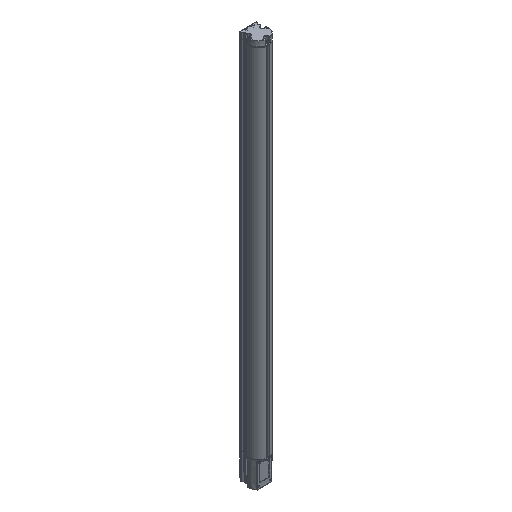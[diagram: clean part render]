
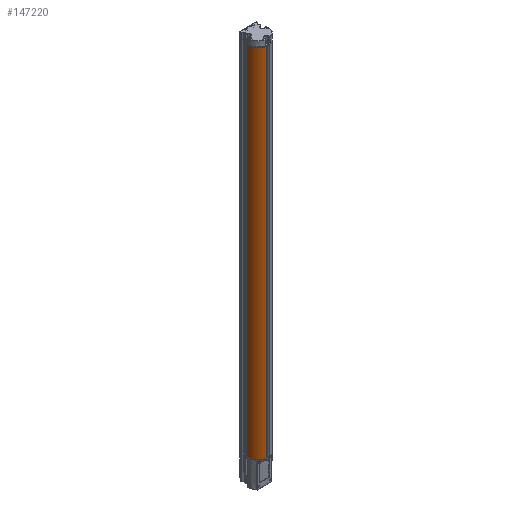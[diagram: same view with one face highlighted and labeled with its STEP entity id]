
A CAD part, isometric view. The second image highlights one B-rep face of the part: STEP entity #147220.
In plain terms, the highlighted cylindrical face has radius 19 mm (diameter 38 mm), a partial arc.
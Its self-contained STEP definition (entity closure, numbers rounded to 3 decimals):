
#41644=CARTESIAN_POINT('',(0.,0.,-695.1));
#41645=DIRECTION('',(0.,0.,1.));
#41646=DIRECTION('',(-0.951,0.308,0.));
#41647=AXIS2_PLACEMENT_3D('',#41644,#41645,#41646);
#41649=DIRECTION('',(0.,0.,-1.));
#41650=VECTOR('',#41649,695.1);
#41651=CARTESIAN_POINT('',(-18.075,5.857,
0.));
#41652=LINE('',#41651,#41650);
#41653=CARTESIAN_POINT('',(0.,0.,0.));
#41654=DIRECTION('',(0.,0.,-1.));
#41655=DIRECTION('',(-0.122,-0.992,0.));
#41656=AXIS2_PLACEMENT_3D('',#41653,#41654,#41655);
#41658=DIRECTION('',(0.,0.,1.));
#41659=VECTOR('',#41658,695.1);
#41660=CARTESIAN_POINT('',(-2.323,-18.857,-695.1));
#41661=LINE('',#41660,#41659);
#117843=CARTESIAN_POINT('',(-2.323,-18.857,0.));
#117844=CARTESIAN_POINT('',(-18.075,5.857,0.));
#117845=VERTEX_POINT('',#117843);
#117846=VERTEX_POINT('',#117844);
#118408=CARTESIAN_POINT('',(-18.075,5.857,-695.1));
#118409=CARTESIAN_POINT('',(-2.323,-18.857,-695.1));
#118410=VERTEX_POINT('',#118408);
#118411=VERTEX_POINT('',#118409);
#147208=CARTESIAN_POINT('',(0.,0.,0.));
#147209=DIRECTION('',(0.,0.,1.));
#147210=DIRECTION('',(1.,0.,0.));
#147211=AXIS2_PLACEMENT_3D('',#147208,#147209,#147210);
#147212=CYLINDRICAL_SURFACE('',#147211,19.);
#147213=ORIENTED_EDGE('',*,*,#127104,.F.);
#147215=ORIENTED_EDGE('',*,*,#147214,.F.);
#147216=ORIENTED_EDGE('',*,*,#126563,.F.);
#147217=ORIENTED_EDGE('',*,*,#147200,.F.);
#147218=EDGE_LOOP('',(#147213,#147215,#147216,#147217));
#147219=FACE_OUTER_BOUND('',#147218,.F.);
#147220=ADVANCED_FACE('',(#147219),#147212,.T.);
#41648=CIRCLE('',#41647,19.);
#41657=CIRCLE('',#41656,19.);
#126563=EDGE_CURVE('',#117845,#117846,#41657,.T.);
#127104=EDGE_CURVE('',#118410,#118411,#41648,.T.);
#147200=EDGE_CURVE('',#118411,#117845,#41661,.T.);
#147214=EDGE_CURVE('',#117846,#118410,#41652,.T.);
